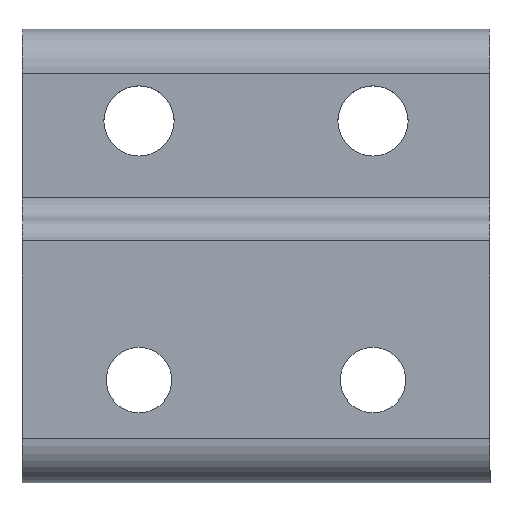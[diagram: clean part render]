
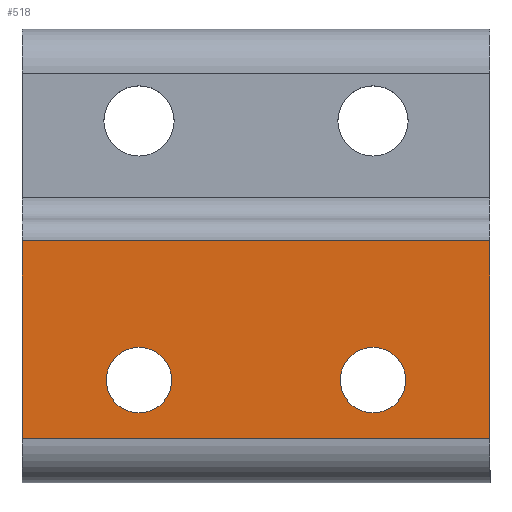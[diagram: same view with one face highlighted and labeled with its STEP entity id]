
A CAD part, top view. The second image highlights one B-rep face of the part: STEP entity #518.
In plain terms, the highlighted planar face has unit normal (0, 0, 1).
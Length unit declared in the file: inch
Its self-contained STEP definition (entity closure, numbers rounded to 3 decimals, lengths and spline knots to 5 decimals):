
#162=CARTESIAN_POINT('',(0.,0.578,0.188));
#163=VERTEX_POINT('',#162);
#179=CARTESIAN_POINT('',(0.,0.298,0.188));
#180=VERTEX_POINT('',#179);
#187=CARTESIAN_POINT('',(0.0,0.438,0.188));
#188=DIRECTION('',(0.0,0.0,-1.0));
#189=DIRECTION('',(0.0,1.0,0.0));
#190=AXIS2_PLACEMENT_3D('',#187,#188,#189);
#191=CIRCLE('',#190,0.14);
#192=EDGE_CURVE('',#163,#180,#191,.T.);
#204=CARTESIAN_POINT('',(1.0,0.578,0.188));
#205=VERTEX_POINT('',#204);
#221=CARTESIAN_POINT('',(1.,0.298,0.188));
#222=VERTEX_POINT('',#221);
#229=CARTESIAN_POINT('',(1.0,0.438,0.188));
#230=DIRECTION('',(0.0,0.0,-1.0));
#231=DIRECTION('',(0.0,1.0,0.0));
#232=AXIS2_PLACEMENT_3D('',#229,#230,#231);
#233=CIRCLE('',#232,0.14);
#234=EDGE_CURVE('',#205,#222,#233,.T.);
#245=CARTESIAN_POINT('',(1.0,0.438,0.188));
#246=DIRECTION('',(0.0,0.0,-1.0));
#247=DIRECTION('',(0.0,1.0,0.0));
#248=AXIS2_PLACEMENT_3D('',#245,#246,#247);
#249=CIRCLE('',#248,0.14);
#250=EDGE_CURVE('',#222,#205,#249,.T.);
#269=CARTESIAN_POINT('',(0.0,0.438,0.188));
#270=DIRECTION('',(0.0,0.0,-1.0));
#271=DIRECTION('',(0.0,1.0,0.0));
#272=AXIS2_PLACEMENT_3D('',#269,#270,#271);
#273=CIRCLE('',#272,0.14);
#274=EDGE_CURVE('',#180,#163,#273,.T.);
#452=CARTESIAN_POINT('',(1.5,0.188,0.188));
#453=VERTEX_POINT('',#452);
#461=CARTESIAN_POINT('',(-0.5,0.188,0.188));
#462=VERTEX_POINT('',#461);
#463=CARTESIAN_POINT('',(-0.5,0.188,0.188));
#464=DIRECTION('',(1.0,0.0,0.0));
#465=VECTOR('',#464,2.0);
#466=LINE('',#463,#465);
#467=EDGE_CURVE('',#462,#453,#466,.T.);
#480=CARTESIAN_POINT('',(-0.5,0.188,0.188));
#481=DIRECTION('',(0.0,0.0,1.0));
#482=DIRECTION('',(0.0,1.0,0.0));
#483=AXIS2_PLACEMENT_3D('',#480,#481,#482);
#484=PLANE('',#483);
#485=CARTESIAN_POINT('',(1.5,1.033,0.188));
#486=VERTEX_POINT('',#485);
#487=CARTESIAN_POINT('',(1.5,0.188,0.188));
#488=DIRECTION('',(0.0,1.0,0.0));
#489=VECTOR('',#488,0.845);
#490=LINE('',#487,#489);
#491=EDGE_CURVE('',#453,#486,#490,.T.);
#492=ORIENTED_EDGE('',*,*,#491,.T.);
#493=CARTESIAN_POINT('',(-0.5,1.033,0.188));
#494=VERTEX_POINT('',#493);
#495=CARTESIAN_POINT('',(-0.5,1.033,0.188));
#496=DIRECTION('',(1.0,0.0,0.0));
#497=VECTOR('',#496,2.0);
#498=LINE('',#495,#497);
#499=EDGE_CURVE('',#494,#486,#498,.T.);
#500=ORIENTED_EDGE('',*,*,#499,.F.);
#501=CARTESIAN_POINT('',(-0.5,0.188,0.188));
#502=DIRECTION('',(0.0,1.0,0.0));
#503=VECTOR('',#502,0.845);
#504=LINE('',#501,#503);
#505=EDGE_CURVE('',#462,#494,#504,.T.);
#506=ORIENTED_EDGE('',*,*,#505,.F.);
#507=ORIENTED_EDGE('',*,*,#467,.T.);
#508=EDGE_LOOP('',(#492,#500,#506,#507));
#509=FACE_OUTER_BOUND('',#508,.T.);
#510=ORIENTED_EDGE('',*,*,#234,.T.);
#511=ORIENTED_EDGE('',*,*,#250,.T.);
#512=EDGE_LOOP('',(#510,#511));
#513=FACE_BOUND('',#512,.T.);
#514=ORIENTED_EDGE('',*,*,#192,.T.);
#515=ORIENTED_EDGE('',*,*,#274,.T.);
#516=EDGE_LOOP('',(#514,#515));
#517=FACE_BOUND('',#516,.T.);
#518=ADVANCED_FACE('',(#509,#513,#517),#484,.T.);
